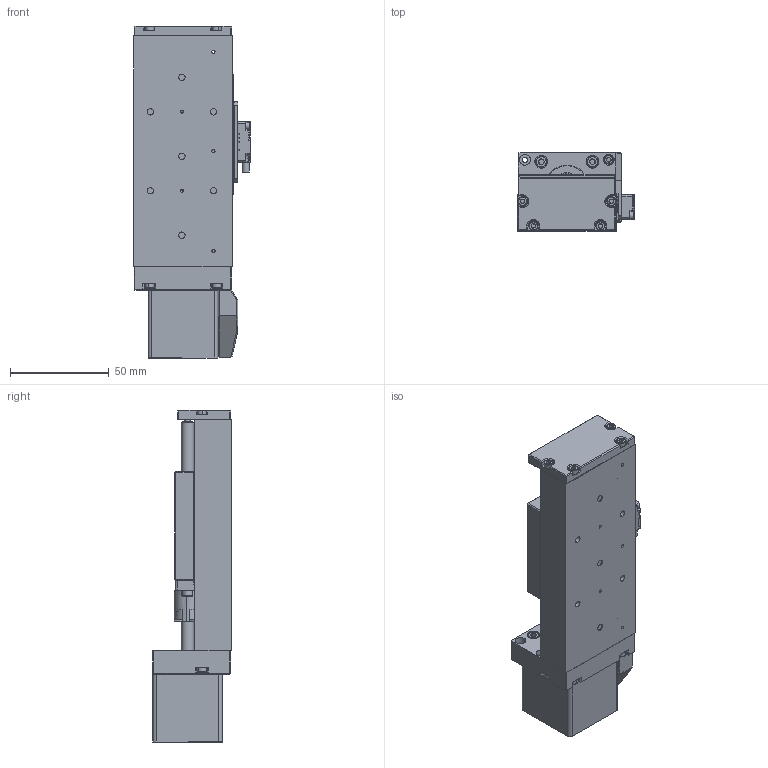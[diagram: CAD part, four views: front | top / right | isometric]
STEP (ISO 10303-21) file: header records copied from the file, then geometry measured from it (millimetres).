
FILE_DESCRIPTION (( 'STEP AP214' ), '1' );
FILE_NAME ('VT-50-11216.STEP', '2023-02-21T22:35:05', ( '' ), ( '' ), 'SwSTEP 2.0', 'SolidWorks 2020', '' );
FILE_SCHEMA (( 'AUTOMOTIVE_DESIGN' ));
Length unit declared in the file: millimetre
Products named in the file (27): 130093-101 Bearing, Roller, 3x7x3mm; 130365 SEBS-12WBY Rail_130091-102_VT-50_50mm; Screw, SHCS-S, M-DIN._M2 x 0.4 x 06mm; Screw, SHCS-S, M-DIN._M3 x 0.5 x 12mm; 430255 Body 50mm S14; 430252-C Connector Box S14; 110214 Scale, Renshaw Atom, Tape RTLF_61mm; Screw, SHCS-S, M-DIN._M2 x 0.4 x 04mm; VT-50-11216; Screw, SHCS-S, M-DIN._M2.5 x 0.45 x 06mm; 431534 Leadscrew Nut Adapter, VT-50, Notched, S14 Haydon Motor; 110212 Encoder Head, Renishaw Atom, Atmospheric_Default (With Atmospheric Cable); Screw, SHCS-S, E-NR_E1-72 x 1''8in; 130365 Bearing, Truck & Rail, SEBS-12WBY, Degreased; Screw, SHCS-S, M-DIN._M3 x 0.5 x 08mm; 110092 Leadscrew, External, Size 14 Motor, 1-4 inch dia_110092-102_50mm; Screw, SHCS-S, M-DIN._M3 x 0.5 x 10mm; 430251-A End Plate S14; 110092 Motor S14-Ex; 430253-A Motor Plate S14; Dowel Pin, M-DIN_M01.5 x 005; 130177 Leadscrew Nut, Haydon Size 14, Anti-Backlash, Atmospheric_Modified for PN430662; Screw, SHCS-S, M-DIN._M2.5 x 0.45 x 12mm; 430250 Carriage 55mm S14; 430912 VT-50L, Encoder Bracket, Renishaw Atom, 0.4mm Thick Tape Scale; Screw, SHCS-S, M-DIN._M4 x 0.7 x 08mm; 110092 Motor, Haydon, S14-Ex & Leadscrew_110092-102_VT-50_50mm
Assembly tree (54 placements, depth 3):
  VT-50-11216
    Dowel Pin, M-DIN_M01.5 x 005  x6
    Screw, SHCS-S, E-NR_E1-72 x 1''8in  x4
    Screw, SHCS-S, M-DIN._M2.5 x 0.45 x 06mm  x5
    Screw, SHCS-S, M-DIN._M2.5 x 0.45 x 12mm  x6
    130093-101 Bearing, Roller, 3x7x3mm
    Screw, SHCS-S, M-DIN._M3 x 0.5 x 10mm  x4
    Screw, SHCS-S, M-DIN._M3 x 0.5 x 08mm  x2
    Screw, SHCS-S, M-DIN._M3 x 0.5 x 12mm  x4
    430250 Carriage 55mm S14
    430251-A End Plate S14
    430252-C Connector Box S14
    430253-A Motor Plate S14
    130365 SEBS-12WBY Rail_130091-102_VT-50_50mm
    110092 Motor, Haydon, S14-Ex & Leadscrew_110092-102_VT-50_50mm
      110092 Motor S14-Ex
      110092 Leadscrew, External, Size 14 Motor, 1-4 inch dia_110092-102_50mm
    430255 Body 50mm S14
    Screw, SHCS-S, M-DIN._M4 x 0.7 x 08mm  x3
    Screw, SHCS-S, M-DIN._M2 x 0.4 x 04mm  x2
    110212 Encoder Head, Renishaw Atom, Atmospheric_Default (With Atmospheric Cable)
    Screw, SHCS-S, M-DIN._M2 x 0.4 x 06mm  x2
    430912 VT-50L, Encoder Bracket, Renishaw Atom, 0.4mm Thick Tape Scale
    110214 Scale, Renshaw Atom, Tape RTLF_61mm
    130177 Leadscrew Nut, Haydon Size 14, Anti-Backlash, Atmospheric_Modified for PN430662
    130365 Bearing, Truck & Rail, SEBS-12WBY, Degreased
    431534 Leadscrew Nut Adapter, VT-50, Notched, S14 Haydon Motor
Bounding box: 59.26 x 39.85 x 168.2 mm (x, y, z)
Volume: 185167.4 mm3; surface area: 84754.7 mm2
Topology: 54 solids, 54 shells, 2595 faces, 6078 edges, 3720 vertices
Faces by surface type: plane 1290, cylinder 677, cone 284, torus 264, bspline 80
Entity records: 71253 total; most frequent: CARTESIAN_POINT 15012, DIRECTION 9859, ORIENTED_EDGE 9776, EDGE_CURVE 4888, AXIS2_PLACEMENT_3D 3319, LINE 3221, VECTOR 3221, VERTEX_POINT 3128
